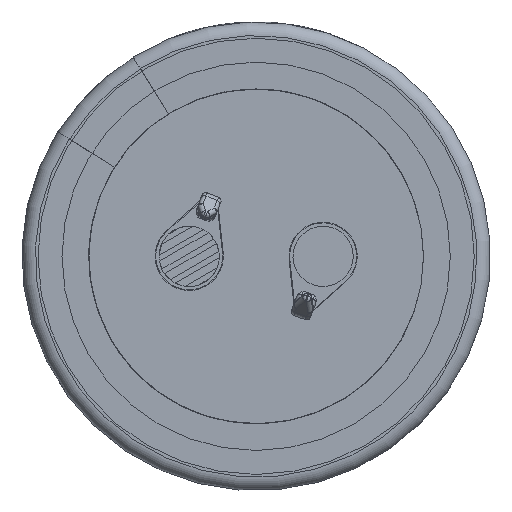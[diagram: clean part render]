
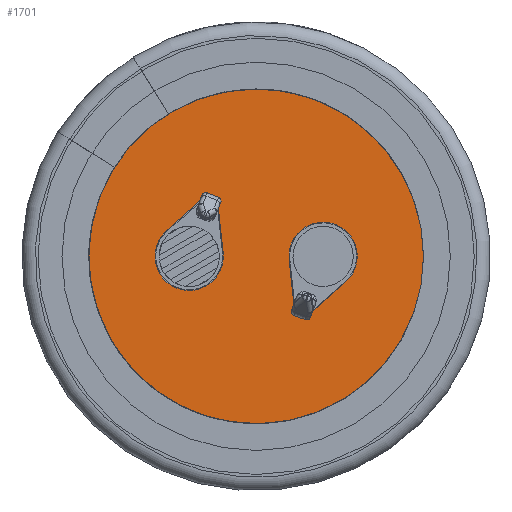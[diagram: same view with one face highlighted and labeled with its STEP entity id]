
A CAD part, front view. The second image highlights one B-rep face of the part: STEP entity #1701.
In plain terms, the highlighted planar face has unit normal (0, -1, 0).
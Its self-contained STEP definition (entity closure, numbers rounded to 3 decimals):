
#1701 = ADVANCED_FACE( '', ( #3560, #3561, #3562 ), #3563, .T. );
#3560 = FACE_OUTER_BOUND( '', #7696, .T. );
#3561 = FACE_BOUND( '', #7697, .T. );
#3562 = FACE_BOUND( '', #7698, .T. );
#3563 = PLANE( '', #7699 );
#7696 = EDGE_LOOP( '', ( #12677 ) );
#7697 = EDGE_LOOP( '', ( #12678, #12679, #12680, #12681 ) );
#7698 = EDGE_LOOP( '', ( #12682, #12683, #12684, #12685 ) );
#7699 = AXIS2_PLACEMENT_3D( '', #12686, #12687, #12688 );
#12677 = ORIENTED_EDGE( '', *, *, #13627, .T. );
#12678 = ORIENTED_EDGE( '', *, *, #15194, .F. );
#12679 = ORIENTED_EDGE( '', *, *, #15092, .F. );
#12680 = ORIENTED_EDGE( '', *, *, #15107, .F. );
#12681 = ORIENTED_EDGE( '', *, *, #14444, .F. );
#12682 = ORIENTED_EDGE( '', *, *, #14844, .T. );
#12683 = ORIENTED_EDGE( '', *, *, #14817, .T. );
#12684 = ORIENTED_EDGE( '', *, *, #15195, .T. );
#12685 = ORIENTED_EDGE( '', *, *, #15002, .T. );
#12686 = CARTESIAN_POINT( '', ( 0., 0., 0. ) );
#12687 = DIRECTION( '', ( 0., -1., 0. ) );
#12688 = DIRECTION( '', ( 0., 0., -1. ) );
#13627 = EDGE_CURVE( '', #16088, #16088, #16089, .T. );
#14444 = EDGE_CURVE( '', #17329, #17330, #17331, .T. );
#14817 = EDGE_CURVE( '', #17807, #17808, #17809, .T. );
#14844 = EDGE_CURVE( '', #17842, #17807, #17843, .T. );
#15002 = EDGE_CURVE( '', #18013, #17842, #18014, .T. );
#15092 = EDGE_CURVE( '', #18119, #18120, #18121, .T. );
#15107 = EDGE_CURVE( '', #17330, #18119, #18138, .T. );
#15194 = EDGE_CURVE( '', #18120, #17329, #18228, .T. );
#15195 = EDGE_CURVE( '', #17808, #18013, #18229, .T. );
#16088 = VERTEX_POINT( '', #20476 );
#16089 = CIRCLE( '', #20477, 14.5 );
#17329 = VERTEX_POINT( '', #23155 );
#17330 = VERTEX_POINT( '', #23156 );
#17331 = CIRCLE( '', #23157, 2.55 );
#17807 = VERTEX_POINT( '', #24374 );
#17808 = VERTEX_POINT( '', #24375 );
#17809 = LINE( '', #24376, #24377 );
#17842 = VERTEX_POINT( '', #24441 );
#17843 = LINE( '', #24442, #24443 );
#18013 = VERTEX_POINT( '', #24720 );
#18014 = CIRCLE( '', #24721, 2.55 );
#18119 = VERTEX_POINT( '', #24950 );
#18120 = VERTEX_POINT( '', #24951 );
#18121 = LINE( '', #24952, #24953 );
#18138 = LINE( '', #24992, #24993 );
#18228 = LINE( '', #25186, #25187 );
#18229 = LINE( '', #25188, #25189 );
#20476 = CARTESIAN_POINT( '', ( 0., 0., -14.5 ) );
#20477 = AXIS2_PLACEMENT_3D( '', #25362, #25363, #25364 );
#23155 = CARTESIAN_POINT( '', ( -6.694, 0., 1.906 ) );
#23156 = CARTESIAN_POINT( '', ( -2.465, 0., 0.274 ) );
#23157 = AXIS2_PLACEMENT_3D( '', #25848, #25849, #25850 );
#24374 = CARTESIAN_POINT( '', ( 4.27, 0., -4.059 ) );
#24375 = CARTESIAN_POINT( '', ( 2.814, 0., -3.497 ) );
#24376 = CARTESIAN_POINT( '', ( 4.27, 0., -4.059 ) );
#24377 = VECTOR( '', #25956, 1000. );
#24441 = CARTESIAN_POINT( '', ( 6.694, 0., -1.906 ) );
#24442 = CARTESIAN_POINT( '', ( 6.694, 0., -1.906 ) );
#24443 = VECTOR( '', #25975, 1000. );
#24720 = CARTESIAN_POINT( '', ( 2.465, 0., -0.274 ) );
#24721 = AXIS2_PLACEMENT_3D( '', #26050, #26051, #26052 );
#24950 = CARTESIAN_POINT( '', ( -2.814, 0., 3.497 ) );
#24951 = CARTESIAN_POINT( '', ( -4.27, 0., 4.059 ) );
#24952 = CARTESIAN_POINT( '', ( -2.814, 0., 3.497 ) );
#24953 = VECTOR( '', #26076, 1000. );
#24992 = CARTESIAN_POINT( '', ( -2.465, 0., 0.274 ) );
#24993 = VECTOR( '', #26079, 1000. );
#25186 = CARTESIAN_POINT( '', ( -4.27, 0., 4.059 ) );
#25187 = VECTOR( '', #26093, 1000. );
#25188 = CARTESIAN_POINT( '', ( 2.814, 0., -3.497 ) );
#25189 = VECTOR( '', #26094, 1000. );
#25362 = CARTESIAN_POINT( '', ( 0., 0., 0. ) );
#25363 = DIRECTION( '', ( 0., -1., 0. ) );
#25364 = DIRECTION( '', ( 0., 0., -1. ) );
#25848 = CARTESIAN_POINT( '', ( -5., 0., 0. ) );
#25849 = DIRECTION( '', ( 0., -1., 0. ) );
#25850 = DIRECTION( '', ( 0., 0., 1. ) );
#25956 = DIRECTION( '', ( -0.933, 0., 0.36 ) );
#25975 = DIRECTION( '', ( -0.748, 0., -0.664 ) );
#26050 = CARTESIAN_POINT( '', ( 5., 0., 0. ) );
#26051 = DIRECTION( '', ( 0., 1., 0. ) );
#26052 = DIRECTION( '', ( 0., 0., -1. ) );
#26076 = DIRECTION( '', ( -0.933, 0., 0.36 ) );
#26079 = DIRECTION( '', ( -0.108, 0., 0.994 ) );
#26093 = DIRECTION( '', ( -0.748, 0., -0.664 ) );
#26094 = DIRECTION( '', ( -0.108, 0., 0.994 ) );
